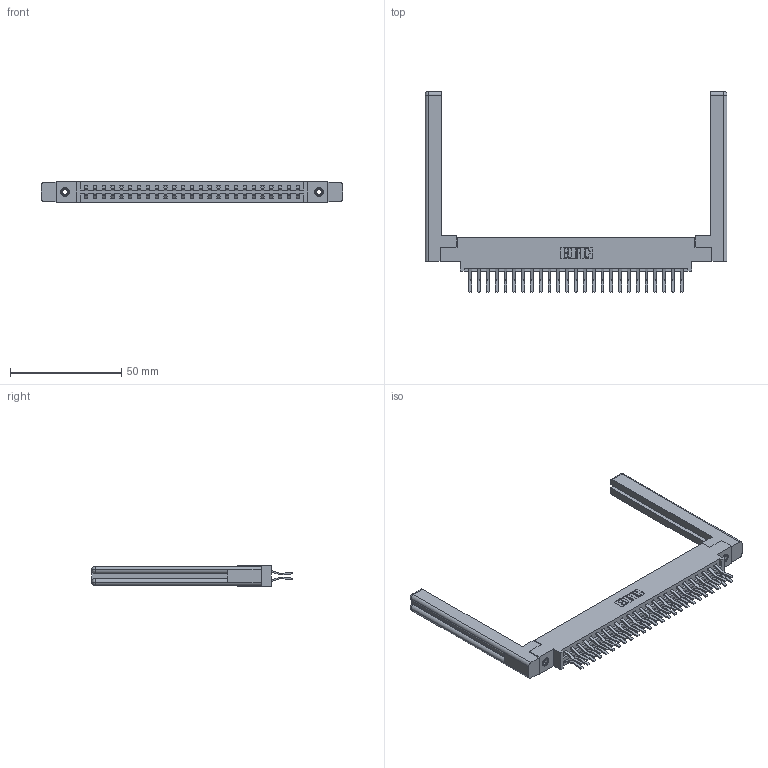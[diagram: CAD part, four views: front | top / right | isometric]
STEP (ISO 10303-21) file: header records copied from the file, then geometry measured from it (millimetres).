
FILE_DESCRIPTION (( 'STEP AP203' ), '1' );
FILE_NAME ('387-050-560-858.STEP', '2019-10-19T02:41:52', ( '' ), ( '' ), 'SwSTEP 2.0', 'SolidWorks 2016', '' );
FILE_SCHEMA (( 'CONFIG_CONTROL_DESIGN' ));
Length unit declared in the file: inch
Products named in the file (5): 345-250-001_345-250-001-102; 345-292-001_560 Tail; 337 Part_0.170 Offset - 0.156 Dia-TI; 307-220-058; 387-050-560-858
Assembly tree (55 placements, depth 2):
  387-050-560-858
    337 Part_0.170 Offset - 0.156 Dia-TI
    345-292-001_560 Tail  x50
    345-250-001_345-250-001-102  x2
    307-220-058  x2
Bounding box: 135.69 x 90.19 x 9.4 mm (x, y, z)
Volume: 21426 mm3; surface area: 22085.7 mm2
Topology: 55 solids, 55 shells, 3060 faces, 9027 edges, 5938 vertices
Faces by surface type: plane 2058, cylinder 978, cone 12, torus 12
Entity records: 24436 total; most frequent: CARTESIAN_POINT 4141, ORIENTED_EDGE 4016, DIRECTION 3572, EDGE_CURVE 2008, LINE 1828, VECTOR 1828, VERTEX_POINT 1330, AXIS2_PLACEMENT_3D 872
